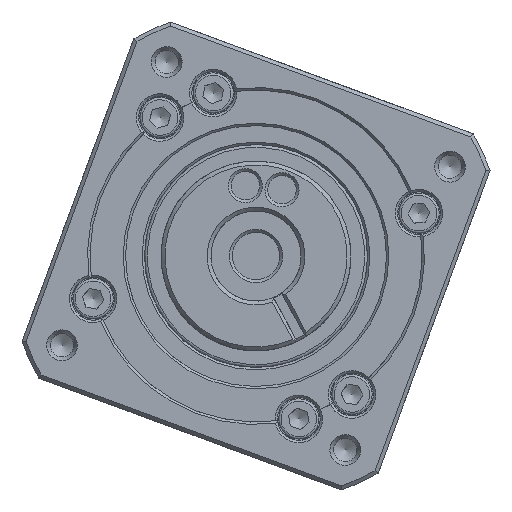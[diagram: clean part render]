
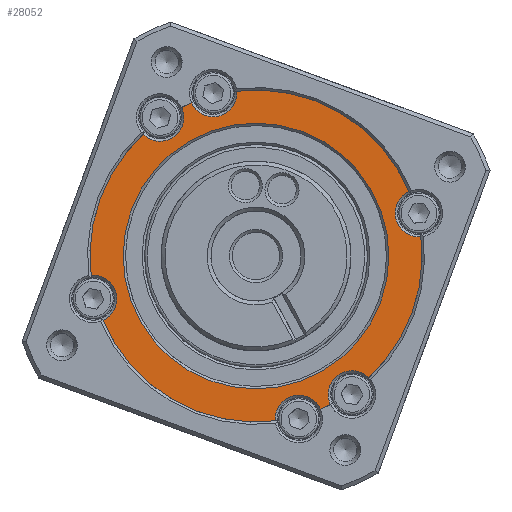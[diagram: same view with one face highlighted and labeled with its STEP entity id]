
A CAD part, left-side view. The second image highlights one B-rep face of the part: STEP entity #28052.
In plain terms, the highlighted planar face has unit normal (-1, 0, 0).
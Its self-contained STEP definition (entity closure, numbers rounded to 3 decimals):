
#503=FACE_BOUND('',#5201,.T.);
#1346=PLANE('',#31325);
#3670=FACE_OUTER_BOUND('',#5200,.T.);
#5200=EDGE_LOOP('',(#25395,#25396,#25397,#25398,#25399,#25400,#25401,#25402,
#25403,#25404,#25405,#25406));
#5201=EDGE_LOOP('',(#25407));
#10664=CIRCLE('',#31311,35.);
#10667=CIRCLE('',#31317,35.);
#10670=CIRCLE('',#31322,28.);
#10673=CIRCLE('',#31326,5.);
#10674=CIRCLE('',#31327,5.);
#10675=CIRCLE('',#31328,35.);
#10676=CIRCLE('',#31329,5.);
#10677=CIRCLE('',#31330,5.);
#10678=CIRCLE('',#31331,35.);
#10679=CIRCLE('',#31332,5.);
#10680=CIRCLE('',#31333,35.);
#10681=CIRCLE('',#31334,5.);
#10682=CIRCLE('',#31335,35.);
#13475=VERTEX_POINT('',#53910);
#13476=VERTEX_POINT('',#53915);
#13482=VERTEX_POINT('',#53951);
#13483=VERTEX_POINT('',#53956);
#13487=VERTEX_POINT('',#53974);
#13490=VERTEX_POINT('',#53982);
#13491=VERTEX_POINT('',#53984);
#13492=VERTEX_POINT('',#53986);
#13493=VERTEX_POINT('',#53989);
#13494=VERTEX_POINT('',#53991);
#13495=VERTEX_POINT('',#53993);
#13496=VERTEX_POINT('',#53995);
#13497=VERTEX_POINT('',#53997);
#17556=EDGE_CURVE('',#13475,#13476,#10664,.T.);
#17566=EDGE_CURVE('',#13482,#13483,#10667,.T.);
#17572=EDGE_CURVE('',#13487,#13487,#10670,.T.);
#17576=EDGE_CURVE('',#13483,#13490,#10673,.T.);
#17577=EDGE_CURVE('',#13491,#13482,#10674,.T.);
#17578=EDGE_CURVE('',#13492,#13491,#10675,.T.);
#17579=EDGE_CURVE('',#13476,#13492,#10676,.T.);
#17580=EDGE_CURVE('',#13493,#13475,#10677,.T.);
#17581=EDGE_CURVE('',#13494,#13493,#10678,.T.);
#17582=EDGE_CURVE('',#13495,#13494,#10679,.T.);
#17583=EDGE_CURVE('',#13496,#13495,#10680,.T.);
#17584=EDGE_CURVE('',#13497,#13496,#10681,.T.);
#17585=EDGE_CURVE('',#13490,#13497,#10682,.T.);
#25395=ORIENTED_EDGE('',*,*,#17576,.F.);
#25396=ORIENTED_EDGE('',*,*,#17566,.F.);
#25397=ORIENTED_EDGE('',*,*,#17577,.F.);
#25398=ORIENTED_EDGE('',*,*,#17578,.F.);
#25399=ORIENTED_EDGE('',*,*,#17579,.F.);
#25400=ORIENTED_EDGE('',*,*,#17556,.F.);
#25401=ORIENTED_EDGE('',*,*,#17580,.F.);
#25402=ORIENTED_EDGE('',*,*,#17581,.F.);
#25403=ORIENTED_EDGE('',*,*,#17582,.F.);
#25404=ORIENTED_EDGE('',*,*,#17583,.F.);
#25405=ORIENTED_EDGE('',*,*,#17584,.F.);
#25406=ORIENTED_EDGE('',*,*,#17585,.F.);
#25407=ORIENTED_EDGE('',*,*,#17572,.F.);
#28052=ADVANCED_FACE('',(#3670,#503),#1346,.T.);
#31311=AXIS2_PLACEMENT_3D('',#53916,#39094,#39095);
#31317=AXIS2_PLACEMENT_3D('',#53957,#39108,#39109);
#31322=AXIS2_PLACEMENT_3D('',#53975,#39119,#39120);
#31325=AXIS2_PLACEMENT_3D('',#53981,#39126,#39127);
#31326=AXIS2_PLACEMENT_3D('',#53983,#39128,#39129);
#31327=AXIS2_PLACEMENT_3D('',#53985,#39130,#39131);
#31328=AXIS2_PLACEMENT_3D('',#53987,#39132,#39133);
#31329=AXIS2_PLACEMENT_3D('',#53988,#39134,#39135);
#31330=AXIS2_PLACEMENT_3D('',#53990,#39136,#39137);
#31331=AXIS2_PLACEMENT_3D('',#53992,#39138,#39139);
#31332=AXIS2_PLACEMENT_3D('',#53994,#39140,#39141);
#31333=AXIS2_PLACEMENT_3D('',#53996,#39142,#39143);
#31334=AXIS2_PLACEMENT_3D('',#53998,#39144,#39145);
#31335=AXIS2_PLACEMENT_3D('',#53999,#39146,#39147);
#39094=DIRECTION('center_axis',(1.,0.,0.));
#39095=DIRECTION('ref_axis',(0.,0.,1.));
#39108=DIRECTION('center_axis',(1.,0.,0.));
#39109=DIRECTION('ref_axis',(0.,0.,1.));
#39119=DIRECTION('center_axis',(-1.,0.,0.));
#39120=DIRECTION('ref_axis',(0.,0.,-1.));
#39126=DIRECTION('center_axis',(-1.,0.,0.));
#39127=DIRECTION('ref_axis',(0.,0.,1.));
#39128=DIRECTION('center_axis',(-1.,0.,0.));
#39129=DIRECTION('ref_axis',(0.,0.,1.));
#39130=DIRECTION('center_axis',(-1.,0.,0.));
#39131=DIRECTION('ref_axis',(0.,0.,1.));
#39132=DIRECTION('center_axis',(1.,0.,0.));
#39133=DIRECTION('ref_axis',(0.,0.,1.));
#39134=DIRECTION('center_axis',(-1.,0.,0.));
#39135=DIRECTION('ref_axis',(0.,0.,1.));
#39136=DIRECTION('center_axis',(-1.,0.,0.));
#39137=DIRECTION('ref_axis',(0.,0.,-1.));
#39138=DIRECTION('center_axis',(1.,0.,0.));
#39139=DIRECTION('ref_axis',(0.,0.,1.));
#39140=DIRECTION('center_axis',(-1.,0.,0.));
#39141=DIRECTION('ref_axis',(0.,0.,-1.));
#39142=DIRECTION('center_axis',(1.,0.,0.));
#39143=DIRECTION('ref_axis',(0.,0.,1.));
#39144=DIRECTION('center_axis',(-1.,0.,0.));
#39145=DIRECTION('ref_axis',(0.,0.,-1.));
#39146=DIRECTION('center_axis',(1.,0.,0.));
#39147=DIRECTION('ref_axis',(0.,0.,1.));
#53910=CARTESIAN_POINT('',(5.,-31.211,15.839));
#53915=CARTESIAN_POINT('',(5.,-31.211,-15.839));
#53916=CARTESIAN_POINT('Origin',(5.,0.,0.));
#53951=CARTESIAN_POINT('',(5.,-15.839,-31.211));
#53956=CARTESIAN_POINT('',(5.,25.558,-23.912));
#53957=CARTESIAN_POINT('Origin',(5.,0.,0.));
#53974=CARTESIAN_POINT('',(5.,0.,28.));
#53975=CARTESIAN_POINT('Origin',(5.,0.,0.));
#53981=CARTESIAN_POINT('Origin',(5.,0.,0.));
#53982=CARTESIAN_POINT('',(5.,31.211,-15.839));
#53983=CARTESIAN_POINT('Origin',(5.,29.08,-20.362));
#53984=CARTESIAN_POINT('',(5.,-23.912,-25.558));
#53985=CARTESIAN_POINT('Origin',(5.,-20.362,-29.08));
#53986=CARTESIAN_POINT('',(5.,-25.558,-23.912));
#53987=CARTESIAN_POINT('Origin',(5.,0.,0.));
#53988=CARTESIAN_POINT('Origin',(5.,-29.08,-20.362));
#53989=CARTESIAN_POINT('',(5.,-25.558,23.912));
#53990=CARTESIAN_POINT('Origin',(5.,-29.08,20.362));
#53991=CARTESIAN_POINT('',(5.,15.839,31.211));
#53992=CARTESIAN_POINT('Origin',(5.,0.,0.));
#53993=CARTESIAN_POINT('',(5.,23.912,25.558));
#53994=CARTESIAN_POINT('Origin',(5.,20.362,29.08));
#53995=CARTESIAN_POINT('',(5.,25.558,23.912));
#53996=CARTESIAN_POINT('Origin',(5.,0.,0.));
#53997=CARTESIAN_POINT('',(5.,31.211,15.839));
#53998=CARTESIAN_POINT('Origin',(5.,29.08,20.362));
#53999=CARTESIAN_POINT('Origin',(5.,0.,0.));
